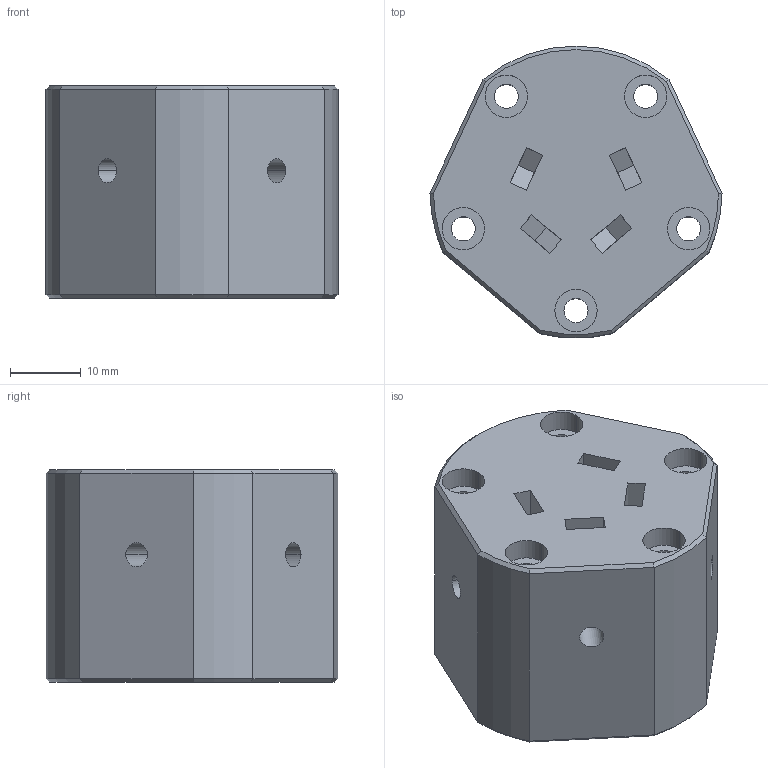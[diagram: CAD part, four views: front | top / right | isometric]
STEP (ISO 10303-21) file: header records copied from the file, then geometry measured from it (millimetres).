
FILE_DESCRIPTION (( 'STEP AP214' ), '1' );
FILE_NAME ('fore_arm.STEP', '2025-05-27T14:01:34', ( '' ), ( '' ), 'SwSTEP 2.0', 'SolidWorks 2025', '' );
FILE_SCHEMA (( 'AUTOMOTIVE_DESIGN' ));
Length unit declared in the file: millimetre
Products named in the file (1): fore_arm_part3
Bounding box: 41.3 x 41.23 x 30 mm (x, y, z)
Volume: 34189.3 mm3; surface area: 9320 mm2
Topology: 1 solids, 1 shells, 112 faces, 266 edges, 162 vertices
Faces by surface type: plane 44, cylinder 42, cone 26
Entity records: 3239 total; most frequent: CARTESIAN_POINT 581, DIRECTION 570, ORIENTED_EDGE 516, EDGE_CURVE 258, AXIS2_PLACEMENT_3D 215, VERTEX_POINT 162, EDGE_LOOP 144, VECTOR 140
